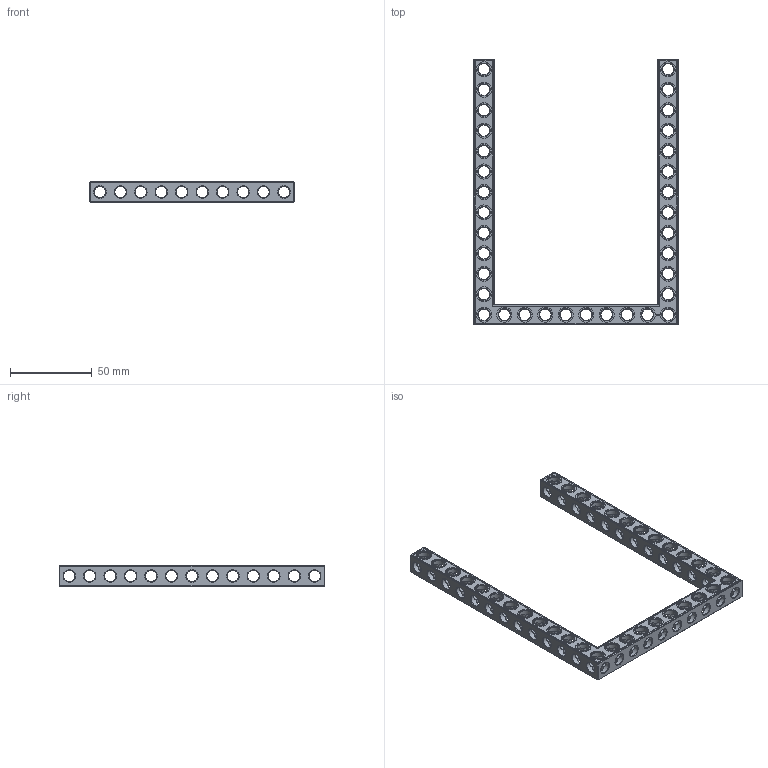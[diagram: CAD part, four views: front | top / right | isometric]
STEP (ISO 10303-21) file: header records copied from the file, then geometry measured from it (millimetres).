
FILE_DESCRIPTION(('FreeCAD Model'),'2;1');
FILE_NAME('Open CASCADE Shape Model','2022-02-25T16:42:20',('Author'),( ''),'Open CASCADE STEP processor 7.5','FreeCAD','Unknown');
FILE_SCHEMA(('AUTOMOTIVE_DESIGN { 1 0 10303 214 1 1 1 1 }'));
Products named in the file (1): Beam AGD ESS USH SYM BU10x13x01 - SPN-BEM-0453 (stemfie.org)
Bounding box: 125 x 162.5 x 12.5 mm (x, y, z)
Volume: 33224.9 mm3; surface area: 29687.6 mm2
Topology: 1 solids, 1 shells, 920 faces, 2786 edges, 1799 vertices
Faces by surface type: plane 419, cylinder 205, extrusion 158, cone 138
Full cylindrical faces by diameter (mm): 6.98 x28, 7 x143, 9.2 x34
Entity records: 194467 total; most frequent: CARTESIAN_POINT 142486, DIRECTION 8396, ORIENTED_EDGE 5572, PCURVE 5572, DEFINITIONAL_REPRESENTATION 5572, VECTOR 5352, LINE 5194, EDGE_CURVE 2786
